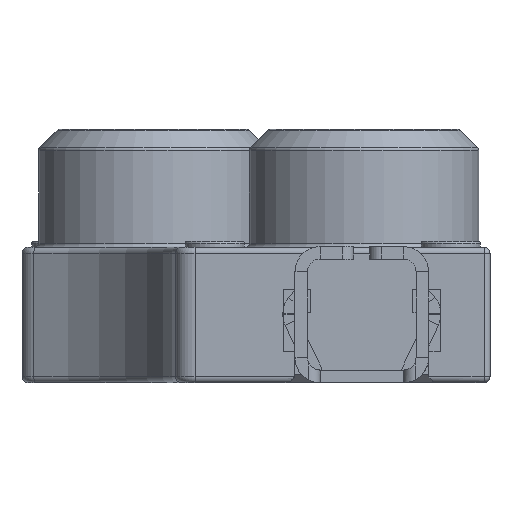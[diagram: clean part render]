
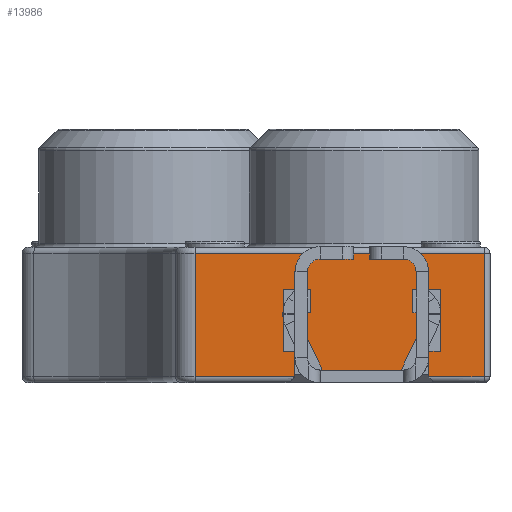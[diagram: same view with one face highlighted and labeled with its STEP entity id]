
A CAD part, left-side view. The second image highlights one B-rep face of the part: STEP entity #13986.
In plain terms, the highlighted planar face has unit normal (-1, 0, 0).
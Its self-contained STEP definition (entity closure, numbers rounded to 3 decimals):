
#741=PLANE('',#15299);
#2273=FACE_OUTER_BOUND('',#3200,.T.);
#3200=EDGE_LOOP('',(#12589,#12590,#12591,#12592,#12593,#12594,#12595,#12596,
#12597,#12598,#12599,#12600,#12601,#12602,#12603,#12604,#12605,#12606,#12607,
#12608));
#3984=LINE('',#33836,#4858);
#3990=LINE('',#33888,#4864);
#3993=LINE('',#33902,#4867);
#3998=LINE('',#33927,#4872);
#4030=LINE('',#34032,#4904);
#4031=LINE('',#34035,#4905);
#4032=LINE('',#34037,#4906);
#4033=LINE('',#34039,#4907);
#4034=LINE('',#34041,#4908);
#4035=LINE('',#34043,#4909);
#4036=LINE('',#34045,#4910);
#4037=LINE('',#34047,#4911);
#4038=LINE('',#34049,#4912);
#4039=LINE('',#34051,#4913);
#4040=LINE('',#34053,#4914);
#4041=LINE('',#34055,#4915);
#4042=LINE('',#34057,#4916);
#4043=LINE('',#34059,#4917);
#4044=LINE('',#34061,#4918);
#4045=LINE('',#34062,#4919);
#4858=VECTOR('',#18385,10.);
#4864=VECTOR('',#18457,10.);
#4867=VECTOR('',#18476,10.);
#4872=VECTOR('',#18511,10.);
#4904=VECTOR('',#18599,10.);
#4905=VECTOR('',#18602,10.);
#4906=VECTOR('',#18603,10.);
#4907=VECTOR('',#18604,10.);
#4908=VECTOR('',#18605,10.);
#4909=VECTOR('',#18606,10.);
#4910=VECTOR('',#18607,10.);
#4911=VECTOR('',#18608,10.);
#4912=VECTOR('',#18609,10.);
#4913=VECTOR('',#18610,10.);
#4914=VECTOR('',#18611,10.);
#4915=VECTOR('',#18612,10.);
#4916=VECTOR('',#18613,10.);
#4917=VECTOR('',#18614,10.);
#4918=VECTOR('',#18615,10.);
#4919=VECTOR('',#18616,10.);
#6623=VERTEX_POINT('',#33833);
#6624=VERTEX_POINT('',#33835);
#6633=VERTEX_POINT('',#33874);
#6635=VERTEX_POINT('',#33880);
#6637=VERTEX_POINT('',#33886);
#6645=VERTEX_POINT('',#33923);
#6651=VERTEX_POINT('',#34034);
#6652=VERTEX_POINT('',#34036);
#6653=VERTEX_POINT('',#34038);
#6654=VERTEX_POINT('',#34040);
#6655=VERTEX_POINT('',#34042);
#6656=VERTEX_POINT('',#34044);
#6657=VERTEX_POINT('',#34046);
#6658=VERTEX_POINT('',#34048);
#6659=VERTEX_POINT('',#34050);
#6660=VERTEX_POINT('',#34052);
#6661=VERTEX_POINT('',#34054);
#6662=VERTEX_POINT('',#34056);
#6663=VERTEX_POINT('',#34058);
#6664=VERTEX_POINT('',#34060);
#8573=EDGE_CURVE('',#6623,#6624,#3984,.T.);
#8600=EDGE_CURVE('',#6635,#6637,#3990,.T.);
#8607=EDGE_CURVE('',#6633,#6635,#3993,.T.);
#8620=EDGE_CURVE('',#6645,#6633,#3998,.T.);
#8656=EDGE_CURVE('',#6624,#6645,#4030,.T.);
#8657=EDGE_CURVE('',#6623,#6651,#4031,.T.);
#8658=EDGE_CURVE('',#6651,#6652,#4032,.T.);
#8659=EDGE_CURVE('',#6652,#6653,#4033,.T.);
#8660=EDGE_CURVE('',#6653,#6654,#4034,.T.);
#8661=EDGE_CURVE('',#6654,#6655,#4035,.T.);
#8662=EDGE_CURVE('',#6655,#6656,#4036,.T.);
#8663=EDGE_CURVE('',#6656,#6657,#4037,.T.);
#8664=EDGE_CURVE('',#6657,#6658,#4038,.T.);
#8665=EDGE_CURVE('',#6658,#6659,#4039,.T.);
#8666=EDGE_CURVE('',#6659,#6660,#4040,.T.);
#8667=EDGE_CURVE('',#6660,#6661,#4041,.T.);
#8668=EDGE_CURVE('',#6661,#6662,#4042,.T.);
#8669=EDGE_CURVE('',#6662,#6663,#4043,.T.);
#8670=EDGE_CURVE('',#6663,#6664,#4044,.T.);
#8671=EDGE_CURVE('',#6664,#6637,#4045,.T.);
#12589=ORIENTED_EDGE('',*,*,#8620,.F.);
#12590=ORIENTED_EDGE('',*,*,#8656,.F.);
#12591=ORIENTED_EDGE('',*,*,#8573,.F.);
#12592=ORIENTED_EDGE('',*,*,#8657,.T.);
#12593=ORIENTED_EDGE('',*,*,#8658,.T.);
#12594=ORIENTED_EDGE('',*,*,#8659,.T.);
#12595=ORIENTED_EDGE('',*,*,#8660,.T.);
#12596=ORIENTED_EDGE('',*,*,#8661,.T.);
#12597=ORIENTED_EDGE('',*,*,#8662,.T.);
#12598=ORIENTED_EDGE('',*,*,#8663,.T.);
#12599=ORIENTED_EDGE('',*,*,#8664,.T.);
#12600=ORIENTED_EDGE('',*,*,#8665,.T.);
#12601=ORIENTED_EDGE('',*,*,#8666,.T.);
#12602=ORIENTED_EDGE('',*,*,#8667,.T.);
#12603=ORIENTED_EDGE('',*,*,#8668,.T.);
#12604=ORIENTED_EDGE('',*,*,#8669,.T.);
#12605=ORIENTED_EDGE('',*,*,#8670,.T.);
#12606=ORIENTED_EDGE('',*,*,#8671,.T.);
#12607=ORIENTED_EDGE('',*,*,#8600,.F.);
#12608=ORIENTED_EDGE('',*,*,#8607,.F.);
#13986=ADVANCED_FACE('',(#2273),#741,.T.);
#15299=AXIS2_PLACEMENT_3D('',#34033,#18600,#18601);
#18385=DIRECTION('',(0.,1.,0.));
#18457=DIRECTION('',(0.,1.,0.));
#18476=DIRECTION('',(0.,0.,-1.));
#18511=DIRECTION('',(0.,-1.,0.));
#18599=DIRECTION('',(0.,0.,1.));
#18600=DIRECTION('center_axis',(-1.,0.,0.));
#18601=DIRECTION('ref_axis',(0.,-1.,0.));
#18602=DIRECTION('',(0.,0.,1.));
#18603=DIRECTION('',(0.,1.,0.));
#18604=DIRECTION('',(0.,0.,1.));
#18605=DIRECTION('',(0.,-1.,0.));
#18606=DIRECTION('',(0.,0.,-1.));
#18607=DIRECTION('',(0.,1.,0.));
#18608=DIRECTION('',(0.,-0.432,-0.902));
#18609=DIRECTION('',(0.,-1.,0.));
#18610=DIRECTION('',(0.,-0.432,0.902));
#18611=DIRECTION('',(0.,1.,0.));
#18612=DIRECTION('',(0.,0.,1.));
#18613=DIRECTION('',(0.,-1.,0.));
#18614=DIRECTION('',(0.,0.,-1.));
#18615=DIRECTION('',(0.,1.,0.));
#18616=DIRECTION('',(0.,0.,-1.));
#33833=CARTESIAN_POINT('',(-5.5,0.48,0.075));
#33835=CARTESIAN_POINT('',(-5.5,1.75,0.075));
#33836=CARTESIAN_POINT('',(-5.5,1.488,0.075));
#33874=CARTESIAN_POINT('',(-5.5,-1.925,1.645));
#33880=CARTESIAN_POINT('',(-5.5,-1.925,0.075));
#33886=CARTESIAN_POINT('',(-5.5,-1.22,0.075));
#33888=CARTESIAN_POINT('',(-5.5,1.488,0.075));
#33902=CARTESIAN_POINT('',(-5.5,-1.925,0.));
#33923=CARTESIAN_POINT('',(-5.5,1.75,1.645));
#33927=CARTESIAN_POINT('',(-5.5,1.488,1.645));
#34032=CARTESIAN_POINT('',(-5.5,1.75,0.));
#34033=CARTESIAN_POINT('Origin',(-5.5,2.,0.));
#34034=CARTESIAN_POINT('',(-5.5,0.48,0.4));
#34035=CARTESIAN_POINT('',(-5.5,0.48,0.));
#34036=CARTESIAN_POINT('',(-5.5,0.63,0.4));
#34037=CARTESIAN_POINT('',(-5.5,1.24,0.4));
#34038=CARTESIAN_POINT('',(-5.5,0.63,1.19));
#34039=CARTESIAN_POINT('',(-5.5,0.63,0.2));
#34040=CARTESIAN_POINT('',(-5.5,0.28,1.19));
#34041=CARTESIAN_POINT('',(-5.5,1.315,1.19));
#34042=CARTESIAN_POINT('',(-5.5,0.28,0.89));
#34043=CARTESIAN_POINT('',(-5.5,0.28,0.595));
#34044=CARTESIAN_POINT('',(-5.5,0.48,0.89));
#34045=CARTESIAN_POINT('',(-5.5,1.14,0.89));
#34046=CARTESIAN_POINT('',(-5.5,0.13,0.16));
#34047=CARTESIAN_POINT('',(-5.5,0.449,0.824));
#34048=CARTESIAN_POINT('',(-5.5,-0.87,0.16));
#34049=CARTESIAN_POINT('',(-5.5,1.065,0.16));
#34050=CARTESIAN_POINT('',(-5.5,-1.22,0.89));
#34051=CARTESIAN_POINT('',(-5.5,-0.571,-0.464));
#34052=CARTESIAN_POINT('',(-5.5,-1.02,0.89));
#34053=CARTESIAN_POINT('',(-5.5,0.39,0.89));
#34054=CARTESIAN_POINT('',(-5.5,-1.02,1.19));
#34055=CARTESIAN_POINT('',(-5.5,-1.02,0.445));
#34056=CARTESIAN_POINT('',(-5.5,-1.37,1.19));
#34057=CARTESIAN_POINT('',(-5.5,0.49,1.19));
#34058=CARTESIAN_POINT('',(-5.5,-1.37,0.4));
#34059=CARTESIAN_POINT('',(-5.5,-1.37,0.595));
#34060=CARTESIAN_POINT('',(-5.5,-1.22,0.4));
#34061=CARTESIAN_POINT('',(-5.5,0.315,0.4));
#34062=CARTESIAN_POINT('',(-5.5,-1.22,0.2));
